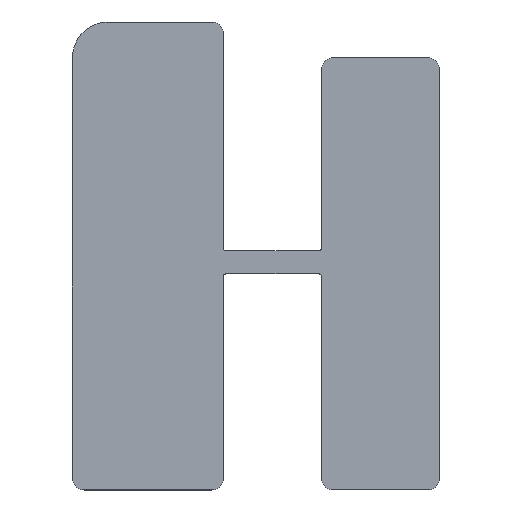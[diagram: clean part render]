
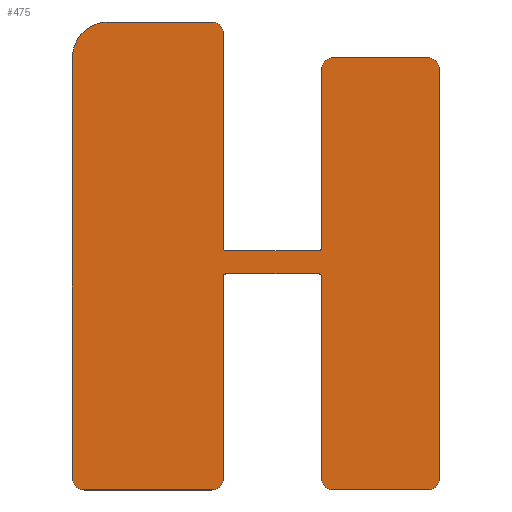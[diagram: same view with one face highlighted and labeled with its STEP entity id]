
A CAD part, top view. The second image highlights one B-rep face of the part: STEP entity #475.
In plain terms, the highlighted planar face has unit normal (0, 0, 1).
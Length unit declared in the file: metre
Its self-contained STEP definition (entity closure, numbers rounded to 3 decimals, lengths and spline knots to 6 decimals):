
#28=LINE('',#732,#76);
#29=LINE('',#737,#77);
#30=LINE('',#741,#78);
#31=LINE('',#745,#79);
#32=LINE('',#749,#80);
#33=LINE('',#753,#81);
#34=LINE('',#757,#82);
#35=LINE('',#761,#83);
#36=LINE('',#765,#84);
#37=LINE('',#769,#85);
#38=LINE('',#773,#86);
#39=LINE('',#777,#87);
#76=VECTOR('',#581,1.);
#77=VECTOR('',#584,1.);
#78=VECTOR('',#587,1.);
#79=VECTOR('',#590,1.);
#80=VECTOR('',#593,1.);
#81=VECTOR('',#596,1.);
#82=VECTOR('',#599,1.);
#83=VECTOR('',#602,1.);
#84=VECTOR('',#605,1.);
#85=VECTOR('',#608,1.);
#86=VECTOR('',#611,1.);
#87=VECTOR('',#614,1.);
#128=ORIENTED_EDGE('',*,*,#272,.F.);
#129=ORIENTED_EDGE('',*,*,#273,.T.);
#130=ORIENTED_EDGE('',*,*,#274,.F.);
#131=ORIENTED_EDGE('',*,*,#275,.T.);
#132=ORIENTED_EDGE('',*,*,#276,.T.);
#133=ORIENTED_EDGE('',*,*,#277,.T.);
#134=ORIENTED_EDGE('',*,*,#278,.F.);
#135=ORIENTED_EDGE('',*,*,#279,.T.);
#136=ORIENTED_EDGE('',*,*,#280,.F.);
#137=ORIENTED_EDGE('',*,*,#281,.T.);
#138=ORIENTED_EDGE('',*,*,#282,.F.);
#139=ORIENTED_EDGE('',*,*,#283,.T.);
#140=ORIENTED_EDGE('',*,*,#284,.T.);
#141=ORIENTED_EDGE('',*,*,#285,.T.);
#142=ORIENTED_EDGE('',*,*,#286,.T.);
#143=ORIENTED_EDGE('',*,*,#287,.T.);
#144=ORIENTED_EDGE('',*,*,#288,.F.);
#145=ORIENTED_EDGE('',*,*,#289,.T.);
#146=ORIENTED_EDGE('',*,*,#290,.T.);
#147=ORIENTED_EDGE('',*,*,#291,.T.);
#148=ORIENTED_EDGE('',*,*,#292,.T.);
#149=ORIENTED_EDGE('',*,*,#293,.T.);
#150=ORIENTED_EDGE('',*,*,#294,.T.);
#151=ORIENTED_EDGE('',*,*,#295,.T.);
#272=EDGE_CURVE('',#344,#345,#28,.T.);
#273=EDGE_CURVE('',#344,#346,#388,.T.);
#274=EDGE_CURVE('',#347,#346,#29,.T.);
#275=EDGE_CURVE('',#347,#348,#389,.T.);
#276=EDGE_CURVE('',#348,#349,#30,.T.);
#277=EDGE_CURVE('',#349,#350,#390,.F.);
#278=EDGE_CURVE('',#351,#350,#31,.T.);
#279=EDGE_CURVE('',#351,#352,#391,.F.);
#280=EDGE_CURVE('',#353,#352,#32,.T.);
#281=EDGE_CURVE('',#353,#354,#392,.T.);
#282=EDGE_CURVE('',#355,#354,#33,.T.);
#283=EDGE_CURVE('',#355,#356,#393,.T.);
#284=EDGE_CURVE('',#356,#357,#34,.T.);
#285=EDGE_CURVE('',#357,#358,#394,.T.);
#286=EDGE_CURVE('',#358,#359,#35,.T.);
#287=EDGE_CURVE('',#359,#360,#395,.T.);
#288=EDGE_CURVE('',#361,#360,#36,.T.);
#289=EDGE_CURVE('',#361,#362,#396,.F.);
#290=EDGE_CURVE('',#362,#363,#37,.T.);
#291=EDGE_CURVE('',#363,#364,#397,.F.);
#292=EDGE_CURVE('',#364,#365,#38,.T.);
#293=EDGE_CURVE('',#365,#366,#398,.T.);
#294=EDGE_CURVE('',#366,#367,#39,.T.);
#295=EDGE_CURVE('',#367,#345,#399,.T.);
#344=VERTEX_POINT('',#733);
#345=VERTEX_POINT('',#734);
#346=VERTEX_POINT('',#736);
#347=VERTEX_POINT('',#738);
#348=VERTEX_POINT('',#740);
#349=VERTEX_POINT('',#742);
#350=VERTEX_POINT('',#744);
#351=VERTEX_POINT('',#746);
#352=VERTEX_POINT('',#748);
#353=VERTEX_POINT('',#750);
#354=VERTEX_POINT('',#752);
#355=VERTEX_POINT('',#754);
#356=VERTEX_POINT('',#756);
#357=VERTEX_POINT('',#758);
#358=VERTEX_POINT('',#760);
#359=VERTEX_POINT('',#762);
#360=VERTEX_POINT('',#764);
#361=VERTEX_POINT('',#766);
#362=VERTEX_POINT('',#768);
#363=VERTEX_POINT('',#770);
#364=VERTEX_POINT('',#772);
#365=VERTEX_POINT('',#774);
#366=VERTEX_POINT('',#776);
#367=VERTEX_POINT('',#778);
#388=CIRCLE('',#519,0.0005);
#389=CIRCLE('',#520,0.0005);
#390=CIRCLE('',#521,0.0001);
#391=CIRCLE('',#522,0.0001);
#392=CIRCLE('',#523,0.0005);
#393=CIRCLE('',#524,0.001538);
#394=CIRCLE('',#525,0.0005);
#395=CIRCLE('',#526,0.0005);
#396=CIRCLE('',#527,0.0001);
#397=CIRCLE('',#528,0.0001);
#398=CIRCLE('',#529,0.0005);
#399=CIRCLE('',#530,0.0005);
#409=EDGE_LOOP('',(#128,#129,#130,#131,#132,#133,#134,#135,#136,#137,#138,
#139,#140,#141,#142,#143,#144,#145,#146,#147,#148,#149,#150,#151));
#435=FACE_BOUND('',#409,.T.);
#461=PLANE('',#518);
#475=ADVANCED_FACE('',(#435),#461,.T.);
#518=AXIS2_PLACEMENT_3D('',#731,#579,#580);
#519=AXIS2_PLACEMENT_3D('',#735,#582,#583);
#520=AXIS2_PLACEMENT_3D('',#739,#585,#586);
#521=AXIS2_PLACEMENT_3D('',#743,#588,#589);
#522=AXIS2_PLACEMENT_3D('',#747,#591,#592);
#523=AXIS2_PLACEMENT_3D('',#751,#594,#595);
#524=AXIS2_PLACEMENT_3D('',#755,#597,#598);
#525=AXIS2_PLACEMENT_3D('',#759,#600,#601);
#526=AXIS2_PLACEMENT_3D('',#763,#603,#604);
#527=AXIS2_PLACEMENT_3D('',#767,#606,#607);
#528=AXIS2_PLACEMENT_3D('',#771,#609,#610);
#529=AXIS2_PLACEMENT_3D('',#775,#612,#613);
#530=AXIS2_PLACEMENT_3D('',#779,#615,#616);
#579=DIRECTION('',(0.,0.,1.));
#580=DIRECTION('',(1.,0.,0.));
#581=DIRECTION('',(0.,-1.,0.));
#582=DIRECTION('',(0.,0.,1.));
#583=DIRECTION('',(1.,0.,0.));
#584=DIRECTION('',(1.,0.,0.));
#585=DIRECTION('',(0.,0.,1.));
#586=DIRECTION('',(1.,0.,0.));
#587=DIRECTION('',(0.,-1.,0.));
#588=DIRECTION('',(0.,0.,1.));
#589=DIRECTION('',(1.,0.,0.));
#590=DIRECTION('',(1.,0.,0.));
#591=DIRECTION('',(0.,0.,1.));
#592=DIRECTION('',(1.,0.,0.));
#593=DIRECTION('',(0.,-1.,0.));
#594=DIRECTION('',(0.,0.,1.));
#595=DIRECTION('',(1.,0.,0.));
#596=DIRECTION('',(1.,0.,0.));
#597=DIRECTION('',(0.,0.,1.));
#598=DIRECTION('',(1.,0.,0.));
#599=DIRECTION('',(0.,-1.,0.));
#600=DIRECTION('',(0.,0.,1.));
#601=DIRECTION('',(1.,0.,0.));
#602=DIRECTION('',(1.,0.,0.));
#603=DIRECTION('',(0.,0.,1.));
#604=DIRECTION('',(1.,0.,0.));
#605=DIRECTION('',(0.,-1.,0.));
#606=DIRECTION('',(0.,0.,1.));
#607=DIRECTION('',(1.,0.,0.));
#608=DIRECTION('',(1.,0.,0.));
#609=DIRECTION('',(0.,0.,1.));
#610=DIRECTION('',(1.,0.,0.));
#611=DIRECTION('',(0.,-1.,0.));
#612=DIRECTION('',(0.,0.,1.));
#613=DIRECTION('',(1.,0.,0.));
#614=DIRECTION('',(1.,0.,0.));
#615=DIRECTION('',(0.,0.,1.));
#616=DIRECTION('',(1.,0.,0.));
#731=CARTESIAN_POINT('',(0.085524,0.046135,0.002));
#732=CARTESIAN_POINT('',(0.088097,0.045643,0.002));
#733=CARTESIAN_POINT('',(0.088097,0.054486,0.002));
#734=CARTESIAN_POINT('',(0.088097,0.036799,0.002));
#735=CARTESIAN_POINT('',(0.087597,0.054486,0.002));
#736=CARTESIAN_POINT('',(0.087597,0.054986,0.002));
#737=CARTESIAN_POINT('',(0.085547,0.054986,0.002));
#738=CARTESIAN_POINT('',(0.083497,0.054986,0.002));
#739=CARTESIAN_POINT('',(0.083497,0.054486,0.002));
#740=CARTESIAN_POINT('',(0.082997,0.054486,0.002));
#741=CARTESIAN_POINT('',(0.082997,0.045643,0.002));
#742=CARTESIAN_POINT('',(0.082997,0.046735,0.002));
#743=CARTESIAN_POINT('',(0.082897,0.046735,0.002));
#744=CARTESIAN_POINT('',(0.082897,0.046635,0.002));
#745=CARTESIAN_POINT('',(0.085524,0.046635,0.002));
#746=CARTESIAN_POINT('',(0.078858,0.046635,0.002));
#747=CARTESIAN_POINT('',(0.078858,0.046735,0.002));
#748=CARTESIAN_POINT('',(0.078758,0.046735,0.002));
#749=CARTESIAN_POINT('',(0.078758,0.046412,0.002));
#750=CARTESIAN_POINT('',(0.078758,0.056024,0.002));
#751=CARTESIAN_POINT('',(0.078258,0.056024,0.002));
#752=CARTESIAN_POINT('',(0.078258,0.056524,0.002));
#753=CARTESIAN_POINT('',(0.076014,0.056524,0.002));
#754=CARTESIAN_POINT('',(0.073771,0.056524,0.002));
#755=CARTESIAN_POINT('',(0.073771,0.054986,0.002));
#756=CARTESIAN_POINT('',(0.072233,0.054986,0.002));
#757=CARTESIAN_POINT('',(0.072233,0.045893,0.002));
#758=CARTESIAN_POINT('',(0.072233,0.036799,0.002));
#759=CARTESIAN_POINT('',(0.072733,0.036799,0.002));
#760=CARTESIAN_POINT('',(0.072733,0.036299,0.002));
#761=CARTESIAN_POINT('',(0.075495,0.036299,0.002));
#762=CARTESIAN_POINT('',(0.078258,0.036299,0.002));
#763=CARTESIAN_POINT('',(0.078258,0.036799,0.002));
#764=CARTESIAN_POINT('',(0.078758,0.036799,0.002));
#765=CARTESIAN_POINT('',(0.078758,0.046412,0.002));
#766=CARTESIAN_POINT('',(0.078758,0.045535,0.002));
#767=CARTESIAN_POINT('',(0.078858,0.045535,0.002));
#768=CARTESIAN_POINT('',(0.078858,0.045635,0.002));
#769=CARTESIAN_POINT('',(0.085524,0.045635,0.002));
#770=CARTESIAN_POINT('',(0.082897,0.045635,0.002));
#771=CARTESIAN_POINT('',(0.082897,0.045535,0.002));
#772=CARTESIAN_POINT('',(0.082997,0.045535,0.002));
#773=CARTESIAN_POINT('',(0.082997,0.045643,0.002));
#774=CARTESIAN_POINT('',(0.082997,0.036799,0.002));
#775=CARTESIAN_POINT('',(0.083497,0.036799,0.002));
#776=CARTESIAN_POINT('',(0.083497,0.036299,0.002));
#777=CARTESIAN_POINT('',(0.085547,0.036299,0.002));
#778=CARTESIAN_POINT('',(0.087597,0.036299,0.002));
#779=CARTESIAN_POINT('',(0.087597,0.036799,0.002));
